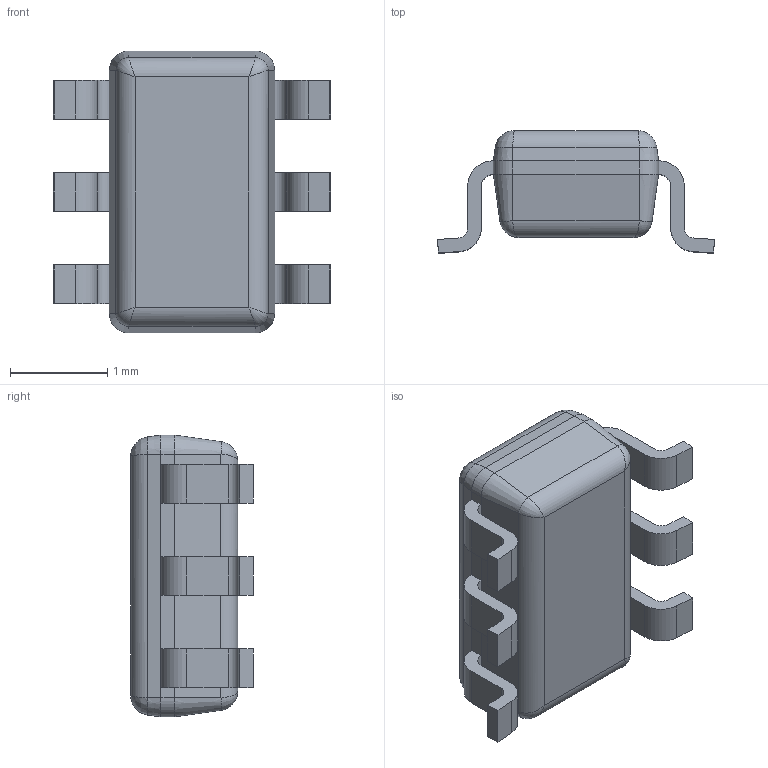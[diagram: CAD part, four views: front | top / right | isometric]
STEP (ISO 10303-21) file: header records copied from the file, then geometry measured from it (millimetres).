
FILE_DESCRIPTION (( 'STEP AP214' ), '1' );
FILE_NAME ('TTP223_BA6.STEP', '2023-01-21T01:19:11', ( '' ), ( '' ), 'SwSTEP 2.0', 'SolidWorks 2021', '' );
FILE_SCHEMA (( 'AUTOMOTIVE_DESIGN' ));
Length unit declared in the file: millimetre
Products named in the file (1): TTP223_BA6
Bounding box: 2.85 x 1.26 x 2.9 mm (x, y, z)
Volume: 5.4 mm3; surface area: 26.5 mm2
Topology: 8 solids, 8 shells, 126 faces, 294 edges, 176 vertices
Faces by surface type: plane 74, cylinder 36, cone 8, bspline 8
Entity records: 5467 total; most frequent: CARTESIAN_POINT 2577, ORIENTED_EDGE 572, DIRECTION 556, EDGE_CURVE 286, LINE 206, VECTOR 206, VERTEX_POINT 176, AXIS2_PLACEMENT_3D 175
